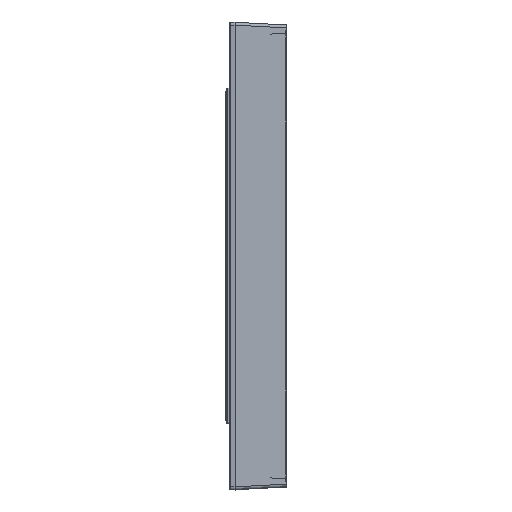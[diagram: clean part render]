
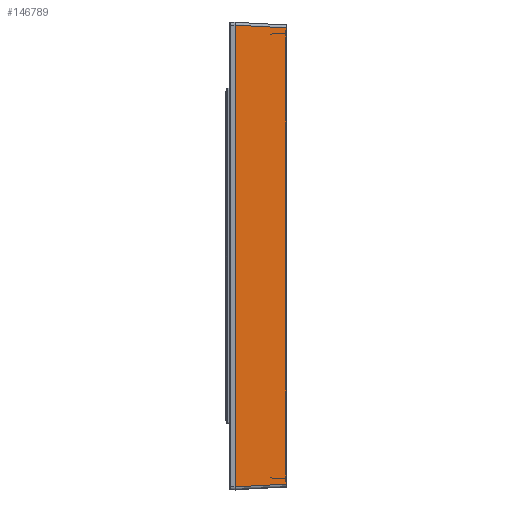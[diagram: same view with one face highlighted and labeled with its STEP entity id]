
A CAD part, left-side view. The second image highlights one B-rep face of the part: STEP entity #146789.
In plain terms, the highlighted planar face has unit normal (-0.999, -0.052, 0).
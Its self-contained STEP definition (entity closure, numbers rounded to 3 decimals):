
#43285=DIRECTION('',(0.,0.,1.));
#43286=VECTOR('',#43285,80.401);
#43287=CARTESIAN_POINT('',(-40.7,9.,-40.201));
#43288=LINE('78514',#43287,#43286);
#43426=CARTESIAN_POINT('',(-40.228,0.,39.729));
#43548=DIRECTION('',(0.052,-0.997,-0.052));
#43549=VECTOR('',#43548,9.025);
#43550=CARTESIAN_POINT('',(-40.7,9.,40.201));
#43551=LINE('78510',#43550,#43549);
#43555=DIRECTION('',(0.,0.,1.));
#43556=VECTOR('',#43555,79.458);
#43557=CARTESIAN_POINT('',(-40.228,0.,-39.729));
#43558=LINE('78512',#43557,#43556);
#43562=DIRECTION('',(0.052,-0.997,0.052));
#43563=VECTOR('',#43562,9.025);
#43564=CARTESIAN_POINT('',(-40.7,9.,-40.201));
#43565=LINE('78524',#43564,#43563);
#88326=VERTEX_POINT('',#43426);
#88330=CARTESIAN_POINT('',(-40.7,9.,40.201));
#88331=VERTEX_POINT('',#88330);
#88334=CARTESIAN_POINT('',(-40.228,0.,-39.729));
#88335=VERTEX_POINT('',#88334);
#88338=CARTESIAN_POINT('',(-40.7,9.,-40.201));
#88339=VERTEX_POINT('',#88338);
#146778=CARTESIAN_POINT('',(-40.7,9.,-40.7));
#146779=DIRECTION('',(0.999,0.052,0.));
#146780=DIRECTION('',(0.,0.,1.));
#146781=AXIS2_PLACEMENT_3D('',#146778,#146779,#146780);
#146782=PLANE('67506',#146781);
#146783=ORIENTED_EDGE('78510',*,*,#146617,.T.);
#146784=ORIENTED_EDGE('78512',*,*,#146648,.F.);
#146785=ORIENTED_EDGE('78524',*,*,#146766,.F.);
#146786=ORIENTED_EDGE('78514',*,*,#146566,.T.);
#146787=EDGE_LOOP('67506',(#146783,#146784,#146785,#146786));
#146788=FACE_OUTER_BOUND('67506',#146787,.F.);
#146789=ADVANCED_FACE('67506',(#146788),#146782,.F.);
#146566=EDGE_CURVE('78514',#88339,#88331,#43288,.T.);
#146617=EDGE_CURVE('78510',#88331,#88326,#43551,.T.);
#146648=EDGE_CURVE('78512',#88335,#88326,#43558,.T.);
#146766=EDGE_CURVE('78524',#88339,#88335,#43565,.T.);
